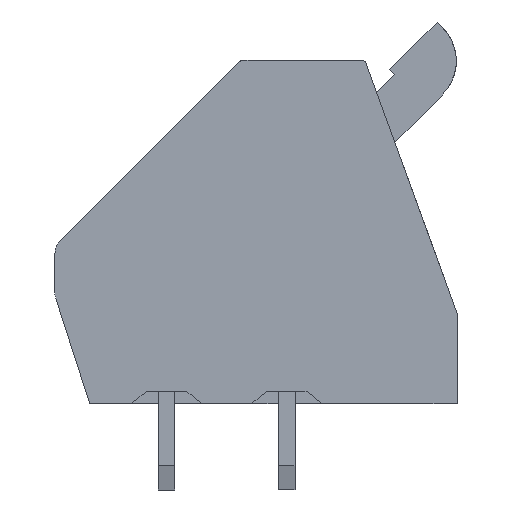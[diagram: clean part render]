
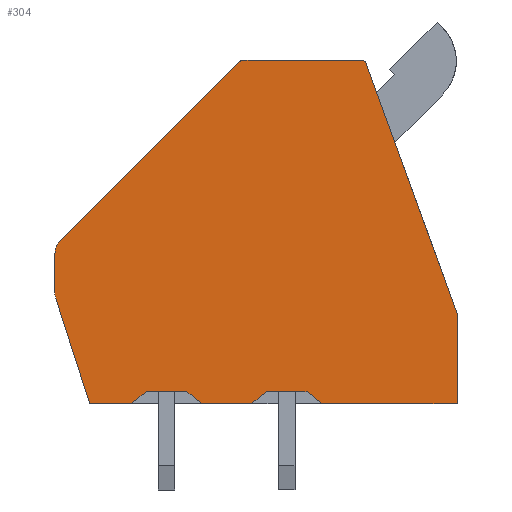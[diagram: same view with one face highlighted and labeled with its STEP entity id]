
A CAD part, front view. The second image highlights one B-rep face of the part: STEP entity #304.
In plain terms, the highlighted planar face has unit normal (0, -1, 0).
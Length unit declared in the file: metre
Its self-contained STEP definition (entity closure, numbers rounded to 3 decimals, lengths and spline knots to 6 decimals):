
#304=ADVANCED_FACE('',(#707),#708,.T.);
#707=FACE_OUTER_BOUND('',#1273,.T.);
#708=PLANE('',#1274);
#1273=EDGE_LOOP('',(#2009,#2010,#2011,#2012,#2013,#2014,#2015,#2016,#2017,#2018,#2019,#2020,#2021,#2022,#2023,#2024,#2025,#2026,#2027));
#1274=AXIS2_PLACEMENT_3D('',#2028,#2029,#2030);
#2009=ORIENTED_EDGE('',*,*,#3263,.F.);
#2010=ORIENTED_EDGE('',*,*,#3264,.F.);
#2011=ORIENTED_EDGE('',*,*,#3265,.F.);
#2012=ORIENTED_EDGE('',*,*,#3193,.T.);
#2013=ORIENTED_EDGE('',*,*,#3136,.T.);
#2014=ORIENTED_EDGE('',*,*,#3079,.T.);
#2015=ORIENTED_EDGE('',*,*,#3266,.T.);
#2016=ORIENTED_EDGE('',*,*,#3267,.T.);
#2017=ORIENTED_EDGE('',*,*,#3268,.T.);
#2018=ORIENTED_EDGE('',*,*,#3269,.T.);
#2019=ORIENTED_EDGE('',*,*,#3069,.T.);
#2020=ORIENTED_EDGE('',*,*,#3270,.T.);
#2021=ORIENTED_EDGE('',*,*,#3271,.T.);
#2022=ORIENTED_EDGE('',*,*,#3211,.T.);
#2023=ORIENTED_EDGE('',*,*,#3272,.T.);
#2024=ORIENTED_EDGE('',*,*,#3223,.F.);
#2025=ORIENTED_EDGE('',*,*,#3075,.F.);
#2026=ORIENTED_EDGE('',*,*,#3273,.F.);
#2027=ORIENTED_EDGE('',*,*,#3274,.T.);
#2028=CARTESIAN_POINT('',(0.022283,0.138317,-0.037014));
#2029=DIRECTION('',(0.0,-1.0,0.));
#2030=DIRECTION('',(0.0,0.,-1.0));
#3069=EDGE_CURVE('',#3600,#3601,#3602,.T.);
#3075=EDGE_CURVE('',#3610,#3612,#3613,.T.);
#3079=EDGE_CURVE('',#3618,#3619,#3620,.T.);
#3136=EDGE_CURVE('',#3721,#3618,#3722,.T.);
#3193=EDGE_CURVE('',#3818,#3721,#3821,.T.);
#3211=EDGE_CURVE('',#3849,#3850,#3851,.T.);
#3223=EDGE_CURVE('',#3612,#3868,#3869,.T.);
#3263=EDGE_CURVE('',#3934,#3935,#3936,.T.);
#3264=EDGE_CURVE('',#3937,#3934,#3938,.T.);
#3265=EDGE_CURVE('',#3818,#3937,#3939,.T.);
#3266=EDGE_CURVE('',#3619,#3940,#3941,.T.);
#3267=EDGE_CURVE('',#3940,#3942,#3943,.T.);
#3268=EDGE_CURVE('',#3942,#3944,#3945,.T.);
#3269=EDGE_CURVE('',#3944,#3600,#3946,.T.);
#3270=EDGE_CURVE('',#3601,#3947,#3948,.T.);
#3271=EDGE_CURVE('',#3947,#3849,#3949,.T.);
#3272=EDGE_CURVE('',#3850,#3868,#3950,.T.);
#3273=EDGE_CURVE('',#3951,#3610,#3952,.T.);
#3274=EDGE_CURVE('',#3951,#3935,#3953,.T.);
#3600=VERTEX_POINT('',#4390);
#3601=VERTEX_POINT('',#4391);
#3602=CIRCLE('',#4392,0.0008);
#3610=VERTEX_POINT('',#4402);
#3612=VERTEX_POINT('',#4405);
#3613=LINE('',#4406,#4407);
#3618=VERTEX_POINT('',#4414);
#3619=VERTEX_POINT('',#4415);
#3620=LINE('',#4416,#4417);
#3721=VERTEX_POINT('',#4558);
#3722=LINE('',#4559,#4560);
#3818=VERTEX_POINT('',#4687);
#3821=LINE('',#4692,#4693);
#3849=VERTEX_POINT('',#4733);
#3850=VERTEX_POINT('',#4734);
#3851=LINE('',#4735,#4736);
#3868=VERTEX_POINT('',#4761);
#3869=LINE('',#4762,#4763);
#3934=VERTEX_POINT('',#4851);
#3935=VERTEX_POINT('',#4852);
#3936=LINE('',#4853,#4854);
#3937=VERTEX_POINT('',#4855);
#3938=LINE('',#4856,#4857);
#3939=LINE('',#4858,#4859);
#3940=VERTEX_POINT('',#4860);
#3941=CIRCLE('',#4861,0.0002);
#3942=VERTEX_POINT('',#4862);
#3943=LINE('',#4863,#4864);
#3944=VERTEX_POINT('',#4865);
#3945=CIRCLE('',#4866,0.0002);
#3946=LINE('',#4867,#4868);
#3947=VERTEX_POINT('',#4869);
#3948=LINE('',#4870,#4871);
#3949=CIRCLE('',#4872,0.0008);
#3950=LINE('',#4873,#4874);
#3951=VERTEX_POINT('',#4875);
#3952=LINE('',#4876,#4877);
#3953=LINE('',#4878,#4879);
#4390=CARTESIAN_POINT('',(0.009748,0.138317,-0.04433));
#4391=CARTESIAN_POINT('',(0.009514,0.138317,-0.044895));
#4392=AXIS2_PLACEMENT_3D('',#5601,#5602,#5603);
#4402=CARTESIAN_POINT('',(0.015014,0.138317,-0.050614));
#4405=CARTESIAN_POINT('',(0.013314,0.138317,-0.050614));
#4406=CARTESIAN_POINT('',(0.022283,0.138317,-0.050614));
#4407=VECTOR('',#5610,1.0);
#4414=CARTESIAN_POINT('',(0.026264,0.138317,-0.047366));
#4415=CARTESIAN_POINT('',(0.022471,0.138317,-0.036946));
#4416=CARTESIAN_POINT('',(0.022471,0.138317,-0.036946));
#4417=VECTOR('',#5613,1.0);
#4558=CARTESIAN_POINT('',(0.026264,0.138317,-0.051114));
#4559=CARTESIAN_POINT('',(0.026264,0.138317,-0.047366));
#4560=VECTOR('',#5672,1.0);
#4687=CARTESIAN_POINT('',(0.02061,0.138317,-0.051114));
#4692=CARTESIAN_POINT('',(0.026264,0.138317,-0.051114));
#4693=VECTOR('',#5751,1.0);
#4733=CARTESIAN_POINT('',(0.009552,0.138317,-0.046734));
#4734=CARTESIAN_POINT('',(0.010964,0.138317,-0.051114));
#4735=CARTESIAN_POINT('',(0.010964,0.138317,-0.051114));
#4736=VECTOR('',#5767,1.0);
#4761=CARTESIAN_POINT('',(0.012718,0.138317,-0.051114));
#4762=CARTESIAN_POINT('',(0.025274,0.138317,-0.040578));
#4763=VECTOR('',#5776,1.0);
#4851=CARTESIAN_POINT('',(0.018314,0.138317,-0.050614));
#4852=CARTESIAN_POINT('',(0.017718,0.138317,-0.051114));
#4853=CARTESIAN_POINT('',(0.027316,0.138317,-0.04306));
#4854=VECTOR('',#5818,1.0);
#4855=CARTESIAN_POINT('',(0.020014,0.138317,-0.050614));
#4856=CARTESIAN_POINT('',(0.022243,0.138317,-0.050614));
#4857=VECTOR('',#5819,1.0);
#4858=CARTESIAN_POINT('',(0.014625,0.138317,-0.046093));
#4859=VECTOR('',#5820,1.0);
#4860=CARTESIAN_POINT('',(0.022283,0.138317,-0.036814));
#4861=AXIS2_PLACEMENT_3D('',#5821,#5822,#5823);
#4862=CARTESIAN_POINT('',(0.017347,0.138317,-0.036814));
#4863=CARTESIAN_POINT('',(0.017347,0.138317,-0.036814));
#4864=VECTOR('',#5824,1.0);
#4865=CARTESIAN_POINT('',(0.017205,0.138317,-0.036873));
#4866=AXIS2_PLACEMENT_3D('',#5825,#5826,#5827);
#4867=CARTESIAN_POINT('',(0.009748,0.138317,-0.04433));
#4868=VECTOR('',#5828,1.0);
#4869=CARTESIAN_POINT('',(0.009514,0.138317,-0.046488));
#4870=CARTESIAN_POINT('',(0.009514,0.138317,-0.046488));
#4871=VECTOR('',#5829,1.0);
#4872=AXIS2_PLACEMENT_3D('',#5830,#5831,#5832);
#4873=CARTESIAN_POINT('',(0.026264,0.138317,-0.051114));
#4874=VECTOR('',#5833,1.0);
#4875=CARTESIAN_POINT('',(0.01561,0.138317,-0.051114));
#4876=CARTESIAN_POINT('',(0.012583,0.138317,-0.048574));
#4877=VECTOR('',#5834,1.0);
#4878=CARTESIAN_POINT('',(0.026264,0.138317,-0.051114));
#4879=VECTOR('',#5835,1.0);
#5601=CARTESIAN_POINT('',(0.010314,0.138317,-0.044895));
#5602=DIRECTION('',(0.,-1.0,0.));
#5603=DIRECTION('',(0.924,0.,-0.383));
#5610=DIRECTION('',(-1.0,0.0,0.0));
#5613=DIRECTION('',(-0.342,0.,0.94));
#5672=DIRECTION('',(0.,0.,1.0));
#5751=DIRECTION('',(1.0,0.0,0.0));
#5767=DIRECTION('',(0.307,0.,-0.952));
#5776=DIRECTION('',(-0.766,0.,-0.643));
#5818=DIRECTION('',(-0.766,0.,-0.643));
#5819=DIRECTION('',(-1.0,0.0,0.0));
#5820=DIRECTION('',(-0.766,0.,0.643));
#5821=CARTESIAN_POINT('',(0.022283,0.138317,-0.037014));
#5822=DIRECTION('',(0.0,-1.0,0.));
#5823=DIRECTION('',(-0.574,0.,-0.819));
#5824=DIRECTION('',(-1.0,0.0,0.0));
#5825=CARTESIAN_POINT('',(0.017347,0.138317,-0.037014));
#5826=DIRECTION('',(0.,-1.0,0.));
#5827=DIRECTION('',(0.383,0.,-0.924));
#5828=DIRECTION('',(-0.707,0.,-0.707));
#5829=DIRECTION('',(0.,0.,-1.0));
#5830=CARTESIAN_POINT('',(0.010314,0.138317,-0.046488));
#5831=DIRECTION('',(0.,-1.0,0.));
#5832=DIRECTION('',(0.988,0.,0.155));
#5833=DIRECTION('',(1.0,0.0,0.0));
#5834=DIRECTION('',(-0.766,0.,0.643));
#5835=DIRECTION('',(1.0,0.0,0.0));
